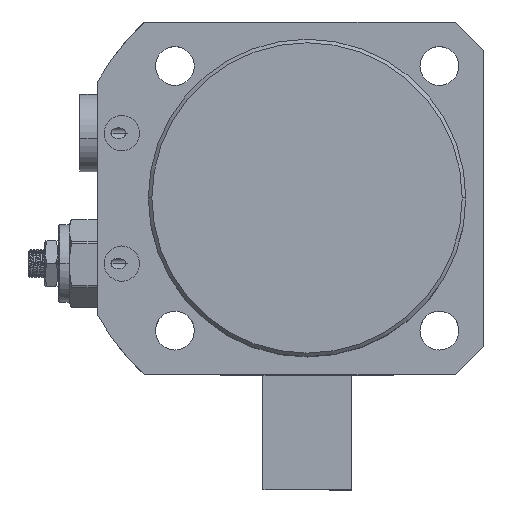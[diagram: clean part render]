
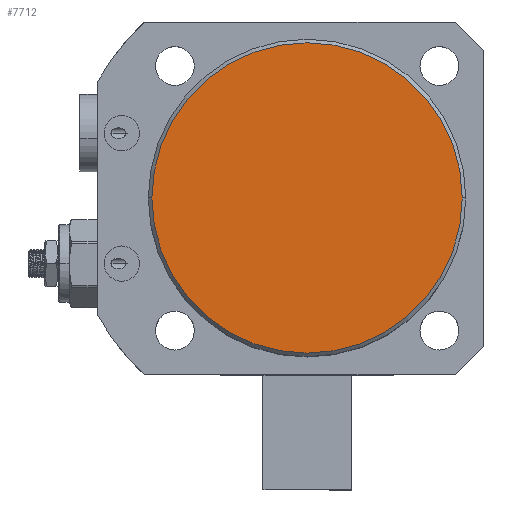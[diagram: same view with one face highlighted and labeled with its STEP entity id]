
A CAD part, top view. The second image highlights one B-rep face of the part: STEP entity #7712.
In plain terms, the highlighted planar face has unit normal (0, 0, 1).
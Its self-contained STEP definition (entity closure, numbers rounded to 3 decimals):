
#1010 = EDGE_CURVE ( 'NONE', #3494, #7432, #2245, .T. ) ;
#1491 = CIRCLE ( 'NONE', #2382, 44. ) ;
#2245 = CIRCLE ( 'NONE', #8730, 44. ) ;
#2382 = AXIS2_PLACEMENT_3D ( 'NONE', #13129, #13085, #13043 ) ;
#3005 = AXIS2_PLACEMENT_3D ( 'NONE', #11117, #11102, #11075 ) ;
#3494 = VERTEX_POINT ( 'NONE', #4660 ) ;
#3728 = FACE_OUTER_BOUND ( 'NONE', #12847, .T. ) ;
#4660 = CARTESIAN_POINT ( 'NONE',  ( 44., 0., 81. ) ) ;
#5320 = ORIENTED_EDGE ( 'NONE', *, *, #6747, .T. ) ;
#6441 = DIRECTION ( 'NONE',  ( 1., 0., 0. ) ) ;
#6747 = EDGE_CURVE ( 'NONE', #7432, #3494, #1491, .T. ) ;
#7432 = VERTEX_POINT ( 'NONE', #14012 ) ;
#7712 = ADVANCED_FACE ( 'NONE', ( #3728 ), #11152, .T. ) ;
#8730 = AXIS2_PLACEMENT_3D ( 'NONE', #9129, #11321, #6441 ) ;
#9129 = CARTESIAN_POINT ( 'NONE',  ( 0., 0., 81. ) ) ;
#11075 = DIRECTION ( 'NONE',  ( 1., 0., 0. ) ) ;
#11102 = DIRECTION ( 'NONE',  ( 0., 0., 1. ) ) ;
#11117 = CARTESIAN_POINT ( 'NONE',  ( 0., 0., 81. ) ) ;
#11152 = PLANE ( 'NONE',  #3005 ) ;
#11321 = DIRECTION ( 'NONE',  ( 0., 0., 1. ) ) ;
#12847 = EDGE_LOOP ( 'NONE', ( #5320, #14472 ) ) ;
#13043 = DIRECTION ( 'NONE',  ( 1., 0., 0. ) ) ;
#13085 = DIRECTION ( 'NONE',  ( 0., 0., 1. ) ) ;
#13129 = CARTESIAN_POINT ( 'NONE',  ( 0., 0., 81. ) ) ;
#14012 = CARTESIAN_POINT ( 'NONE',  ( -44., 0., 81. ) ) ;
#14472 = ORIENTED_EDGE ( 'NONE', *, *, #1010, .T. ) ;
